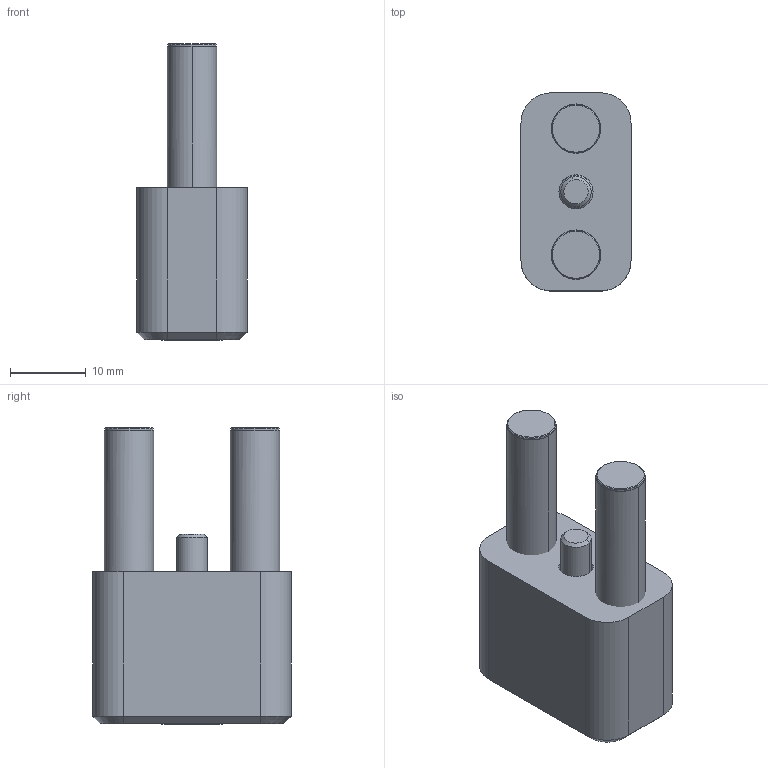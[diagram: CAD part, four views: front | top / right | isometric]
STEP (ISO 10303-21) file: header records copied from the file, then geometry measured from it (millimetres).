
FILE_DESCRIPTION (( 'STEP AP203' ), '1' );
FILE_NAME ('P1324.STEP', '2018-11-29T15:48:22', ( 'rsp' ), ( 'Hewlett-Packard Company' ), 'SwSTEP 2.0', 'SolidWorks 2017', '' );
FILE_SCHEMA (( 'CONFIG_CONTROL_DESIGN' ));
Length unit declared in the file: millimetre
Products named in the file (1): P1324
Bounding box: 14.5 x 26.1 x 39 mm (x, y, z)
Volume: 9311.4 mm3; surface area: 4317.8 mm2
Topology: 4 solids, 4 shells, 93 faces, 208 edges, 132 vertices
Faces by surface type: plane 47, cylinder 26, cone 20
Entity records: 2667 total; most frequent: DIRECTION 466, CARTESIAN_POINT 464, ORIENTED_EDGE 416, EDGE_CURVE 208, AXIS2_PLACEMENT_3D 174, VERTEX_POINT 132, VECTOR 118, LINE 118
